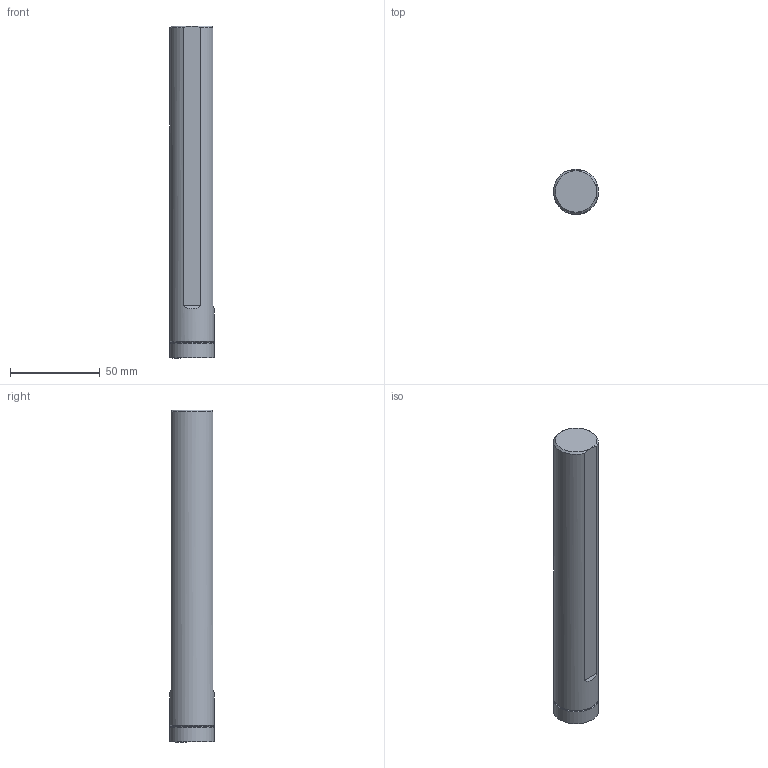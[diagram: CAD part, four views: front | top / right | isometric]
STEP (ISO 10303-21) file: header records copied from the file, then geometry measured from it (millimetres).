
FILE_DESCRIPTION(/* description */ (''),/* implementation_level */ '2;1');
FILE_NAME(/* name */ 'D25-A-180-GL25.stp',/* time_stamp */ '2021-10-10T22:31:17+05:00',/* author */ (''),/* organization */ (''),/* preprocessor_version */ 'ST-DEVELOPER v16.7',/* originating_system */ 'SIEMENS PLM Software NX 12.0',/* authorisation */ '');
FILE_SCHEMA (('AUTOMOTIVE_DESIGN { 1 0 10303 214 3 1 1 1 }'));
Length unit declared in the file: millimetre
Products named in the file (1): inpu0FECC7DBibed
Bounding box: 25 x 25 x 184.5 mm (x, y, z)
Volume: 83597.3 mm3; surface area: 18504 mm2
Topology: 3 solids, 3 shells, 42 faces, 87 edges, 59 vertices
Faces by surface type: plane 21, cone 13, cylinder 8
Full cylindrical faces by diameter (mm): 19.4 x1, 20 x1, 21 x1, 21.1 x1, 22.49 x1, 22.55 x1, 25 x2
Entity records: 1113 total; most frequent: DIRECTION 193, CARTESIAN_POINT 188, ORIENTED_EDGE 138, AXIS2_PLACEMENT_3D 84, EDGE_CURVE 69, EDGE_LOOP 63, VERTEX_POINT 52, ADVANCED_FACE 42
